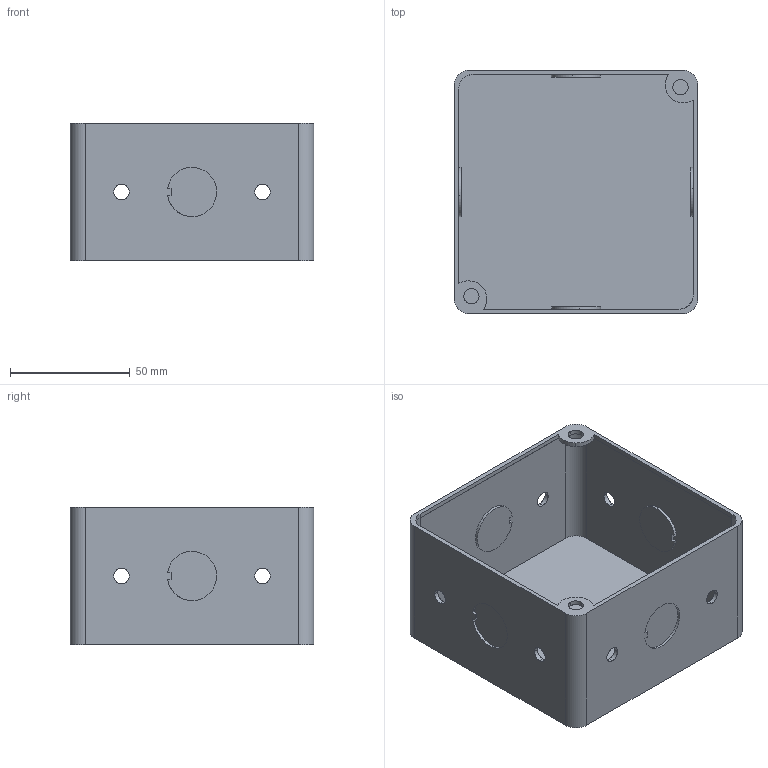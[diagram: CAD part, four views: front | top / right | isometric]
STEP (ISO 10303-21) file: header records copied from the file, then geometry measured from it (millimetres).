
FILE_DESCRIPTION(('TurboCAD Mac Pro'),'Build 980');
FILE_NAME('P2801.stp',' ',(''),(''),'ACIS Interop','IMSI','TurboCAD Mac Pro BY IMSI, INCORPORATED');
FILE_SCHEMA(('automotive_design'));
Length unit declared in the file: inch
Products named in the file (1): 1
Bounding box: 101.6 x 101.6 x 57.15 mm (x, y, z)
Volume: 59351.4 mm3; surface area: 65045.6 mm2
Topology: 1 solids, 1 shells, 135 faces, 366 edges, 242 vertices
Faces by surface type: bspline 85, plane 50
Entity records: 7216 total; most frequent: CARTESIAN_POINT 1849, ORIENTED_EDGE 732, STYLED_ITEM 418, PRESENTATION_STYLE_ASSIGNMENT 418, COLOUR_RGB 418, EDGE_CURVE 366, DIRECTION 298, CURVE_STYLE 282
